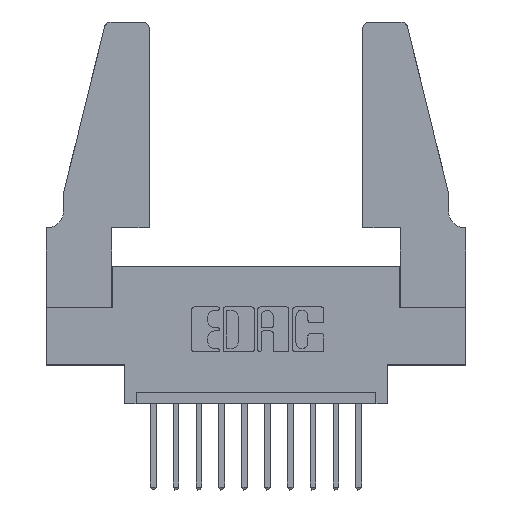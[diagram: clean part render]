
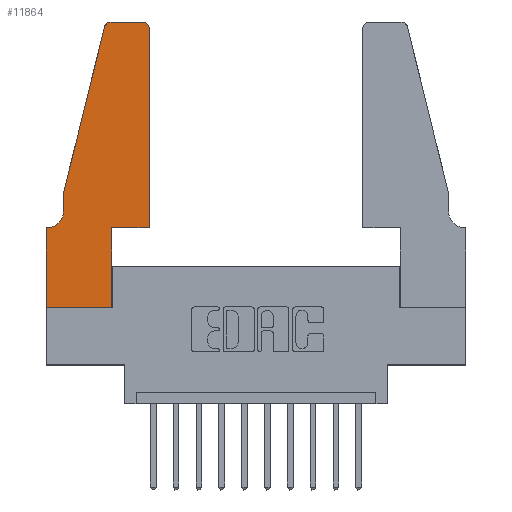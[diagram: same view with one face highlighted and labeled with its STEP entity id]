
A CAD part, top view. The second image highlights one B-rep face of the part: STEP entity #11864.
In plain terms, the highlighted planar face has unit normal (0, 0, 1).
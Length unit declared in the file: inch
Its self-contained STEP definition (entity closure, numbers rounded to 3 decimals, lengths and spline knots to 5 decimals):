
#199 = LINE ( 'NONE', #9846, #11161 ) ;
#236 = EDGE_CURVE ( 'NONE', #4934, #11227, #8806, .T. ) ;
#241 = VECTOR ( 'NONE', #6069, 39.37008 ) ;
#542 = DIRECTION ( 'NONE',  ( 1., 0., 0. ) ) ;
#682 = ORIENTED_EDGE ( 'NONE', *, *, #10190, .T. ) ;
#1007 = ORIENTED_EDGE ( 'NONE', *, *, #4563, .T. ) ;
#1144 = EDGE_CURVE ( 'NONE', #5173, #1991, #10737, .T. ) ;
#1352 = VERTEX_POINT ( 'NONE', #12244 ) ;
#1435 = CARTESIAN_POINT ( 'NONE',  ( 0.0755, 0.5, 0.37 ) ) ;
#1949 = CARTESIAN_POINT ( 'NONE',  ( 0.284, 1.25, 0.37 ) ) ;
#1991 = VERTEX_POINT ( 'NONE', #10680 ) ;
#2023 = VERTEX_POINT ( 'NONE', #3208 ) ;
#2156 = EDGE_CURVE ( 'NONE', #1991, #7173, #10044, .T. ) ;
#2488 = EDGE_CURVE ( 'NONE', #7173, #4195, #11204, .T. ) ;
#2745 = DIRECTION ( 'NONE',  ( 0., 0., 1. ) ) ;
#2926 = ORIENTED_EDGE ( 'NONE', *, *, #236, .T. ) ;
#2954 = DIRECTION ( 'NONE',  ( -1., 0., 0. ) ) ;
#3110 = CARTESIAN_POINT ( 'NONE',  ( 0.4505, 0.35, 0.37 ) ) ;
#3208 = CARTESIAN_POINT ( 'NONE',  ( 0., 0.35, 0.37 ) ) ;
#3277 = DIRECTION ( 'NONE',  ( 1., 0., 0. ) ) ;
#3337 = EDGE_CURVE ( 'NONE', #5987, #13093, #13388, .T. ) ;
#3374 = EDGE_CURVE ( 'NONE', #13093, #2023, #10674, .T. ) ;
#3451 = DIRECTION ( 'NONE',  ( 0., -1., 0. ) ) ;
#3477 = AXIS2_PLACEMENT_3D ( 'NONE', #5214, #4236, #5346 ) ;
#3592 = CARTESIAN_POINT ( 'NONE',  ( 0.284, 1.22, 0.37 ) ) ;
#4195 = VERTEX_POINT ( 'NONE', #13017 ) ;
#4236 = DIRECTION ( 'NONE',  ( 0., 0., 1. ) ) ;
#4380 = DIRECTION ( 'NONE',  ( 0., 1., 0. ) ) ;
#4551 = DIRECTION ( 'NONE',  ( 0., 0., 1. ) ) ;
#4555 = CARTESIAN_POINT ( 'NONE',  ( 0.0755, 0.5, 0.37 ) ) ;
#4563 = EDGE_CURVE ( 'NONE', #4885, #5987, #4825, .T. ) ;
#4825 = LINE ( 'NONE', #4555, #6533 ) ;
#4885 = VERTEX_POINT ( 'NONE', #11248 ) ;
#4934 = VERTEX_POINT ( 'NONE', #5507 ) ;
#5173 = VERTEX_POINT ( 'NONE', #7549 ) ;
#5214 = CARTESIAN_POINT ( 'NONE',  ( 0.4205, 1.22, 0.37 ) ) ;
#5332 = DIRECTION ( 'NONE',  ( -1., 0., 0. ) ) ;
#5346 = DIRECTION ( 'NONE',  ( 1., 0., 0. ) ) ;
#5387 = CARTESIAN_POINT ( 'NONE',  ( 0.2865, 0.35, 0.37 ) ) ;
#5507 = CARTESIAN_POINT ( 'NONE',  ( 0.2865, 0., 0.37 ) ) ;
#5529 = FACE_OUTER_BOUND ( 'NONE', #10752, .T. ) ;
#5987 = VERTEX_POINT ( 'NONE', #13583 ) ;
#6069 = DIRECTION ( 'NONE',  ( 1., 0., 0. ) ) ;
#6343 = CARTESIAN_POINT ( 'NONE',  ( 0., 0., 0.37 ) ) ;
#6389 = DIRECTION ( 'NONE',  ( 0., -1., 0. ) ) ;
#6471 = ORIENTED_EDGE ( 'NONE', *, *, #12786, .T. ) ;
#6526 = AXIS2_PLACEMENT_3D ( 'NONE', #9495, #7466, #2954 ) ;
#6533 = VECTOR ( 'NONE', #3451, 39.37008 ) ;
#6773 = VECTOR ( 'NONE', #4380, 39.37008 ) ;
#7173 = VERTEX_POINT ( 'NONE', #1949 ) ;
#7466 = DIRECTION ( 'NONE',  ( 0., 0., -1. ) ) ;
#7549 = CARTESIAN_POINT ( 'NONE',  ( 0.4505, 1.22, 0.37 ) ) ;
#7608 = ORIENTED_EDGE ( 'NONE', *, *, #2488, .T. ) ;
#7770 = DIRECTION ( 'NONE',  ( 0., 1., 0. ) ) ;
#7868 = EDGE_CURVE ( 'NONE', #13612, #5173, #13843, .T. ) ;
#8016 = ORIENTED_EDGE ( 'NONE', *, *, #12820, .T. ) ;
#8020 = DIRECTION ( 'NONE',  ( -0.239, -0.971, 0. ) ) ;
#8214 = ORIENTED_EDGE ( 'NONE', *, *, #3337, .T. ) ;
#8226 = AXIS2_PLACEMENT_3D ( 'NONE', #3592, #4551, #12225 ) ;
#8464 = VECTOR ( 'NONE', #6389, 39.37008 ) ;
#8806 = LINE ( 'NONE', #5387, #6773 ) ;
#8957 = ORIENTED_EDGE ( 'NONE', *, *, #3374, .T. ) ;
#9084 = ORIENTED_EDGE ( 'NONE', *, *, #2156, .T. ) ;
#9117 = PLANE ( 'NONE',  #13070 ) ;
#9204 = CARTESIAN_POINT ( 'NONE',  ( 0.2865, 0.35, 0.37 ) ) ;
#9240 = VECTOR ( 'NONE', #7770, 39.37008 ) ;
#9248 = CARTESIAN_POINT ( 'NONE',  ( 0., 0.35, 0.37 ) ) ;
#9278 = CARTESIAN_POINT ( 'NONE',  ( 0.4505, 0.35, 0.37 ) ) ;
#9314 = VECTOR ( 'NONE', #5332, 39.37008 ) ;
#9495 = CARTESIAN_POINT ( 'NONE',  ( 0.0055, 0.42, 0.37 ) ) ;
#9689 = CARTESIAN_POINT ( 'NONE',  ( 0.0755, 0.35, 0.37 ) ) ;
#9800 = VECTOR ( 'NONE', #8020, 39.37008 ) ;
#9846 = CARTESIAN_POINT ( 'NONE',  ( 0., 0., 0.37 ) ) ;
#9869 = LINE ( 'NONE', #6343, #8464 ) ;
#10028 = LINE ( 'NONE', #9278, #241 ) ;
#10044 = LINE ( 'NONE', #12096, #13064 ) ;
#10190 = EDGE_CURVE ( 'NONE', #2023, #1352, #9869, .T. ) ;
#10616 = EDGE_CURVE ( 'NONE', #11227, #13612, #10028, .T. ) ;
#10674 = LINE ( 'NONE', #9689, #9314 ) ;
#10680 = CARTESIAN_POINT ( 'NONE',  ( 0.4205, 1.25, 0.37 ) ) ;
#10737 = CIRCLE ( 'NONE', #3477, 0.03 ) ;
#10752 = EDGE_LOOP ( 'NONE', ( #9084, #7608, #6471, #1007, #8214, #8957, #682, #8016, #2926, #11732, #11943, #13829 ) ) ;
#11062 = DIRECTION ( 'NONE',  ( -1., 0., 0. ) ) ;
#11161 = VECTOR ( 'NONE', #3277, 39.37008 ) ;
#11204 = CIRCLE ( 'NONE', #8226, 0.03 ) ;
#11227 = VERTEX_POINT ( 'NONE', #9204 ) ;
#11248 = CARTESIAN_POINT ( 'NONE',  ( 0.0755, 0.5, 0.37 ) ) ;
#11681 = LINE ( 'NONE', #1435, #9800 ) ;
#11732 = ORIENTED_EDGE ( 'NONE', *, *, #10616, .T. ) ;
#11864 = ADVANCED_FACE ( 'NONE', ( #5529 ), #9117, .T. ) ;
#11943 = ORIENTED_EDGE ( 'NONE', *, *, #7868, .T. ) ;
#12088 = CARTESIAN_POINT ( 'NONE',  ( 0.4505, 0.35, 0.37 ) ) ;
#12096 = CARTESIAN_POINT ( 'NONE',  ( 0.2605, 1.25, 0.37 ) ) ;
#12225 = DIRECTION ( 'NONE',  ( 1., 0., 0. ) ) ;
#12244 = CARTESIAN_POINT ( 'NONE',  ( 0., 0., 0.37 ) ) ;
#12786 = EDGE_CURVE ( 'NONE', #4195, #4885, #11681, .T. ) ;
#12820 = EDGE_CURVE ( 'NONE', #1352, #4934, #199, .T. ) ;
#13017 = CARTESIAN_POINT ( 'NONE',  ( 0.25487, 1.22718, 0.37 ) ) ;
#13064 = VECTOR ( 'NONE', #11062, 39.37008 ) ;
#13070 = AXIS2_PLACEMENT_3D ( 'NONE', #9248, #2745, #542 ) ;
#13093 = VERTEX_POINT ( 'NONE', #13837 ) ;
#13388 = CIRCLE ( 'NONE', #6526, 0.07 ) ;
#13583 = CARTESIAN_POINT ( 'NONE',  ( 0.0755, 0.42, 0.37 ) ) ;
#13612 = VERTEX_POINT ( 'NONE', #3110 ) ;
#13829 = ORIENTED_EDGE ( 'NONE', *, *, #1144, .T. ) ;
#13837 = CARTESIAN_POINT ( 'NONE',  ( 0.0055, 0.35, 0.37 ) ) ;
#13843 = LINE ( 'NONE', #12088, #9240 ) ;
